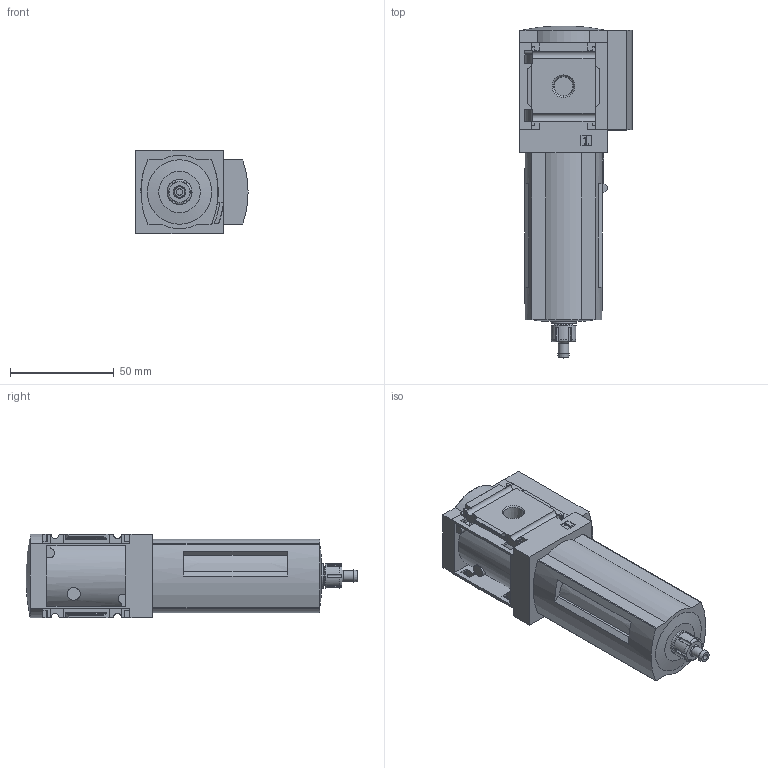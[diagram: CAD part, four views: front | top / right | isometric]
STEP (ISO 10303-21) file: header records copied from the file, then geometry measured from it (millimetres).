
FILE_DESCRIPTION(/* description */ ('STEP AP214'),/* implementation_level */ '2;1');
FILE_NAME(/* name */ '536699_MS4N-LFM-1_8-BRM',/* time_stamp */ '2024-09-09T21:20:09+02:00',/* author */ ('License CC BY-ND 4.0'),/* organization */ ('CADENAS'),/* preprocessor_version */ 'ST-DEVELOPER v19.3',/* originating_system */ 'PARTsolutions',/* authorisation */ ' ');
FILE_SCHEMA (('AUTOMOTIVE_DESIGN {1 0 10303 214 3 1 1}'));
Length unit declared in the file: millimetre
Products named in the file (3): 536699 MS4N-LFM-1/8-BRM; 527698 MS4N-LFM-1/8-B-R-M-0D; 526489 MS4-LFR-M
Assembly tree (2 placements, depth 2):
  536699 MS4N-LFM-1/8-BRM
    527698 MS4N-LFM-1/8-B-R-M-0D
    526489 MS4-LFR-M
Bounding box: 54 x 159.7 x 40.2 mm (x, y, z)
Volume: 194000.6 mm3; surface area: 28917.8 mm2
Topology: 2 solids, 2 shells, 291 faces, 804 edges, 530 vertices
Faces by surface type: plane 209, cylinder 60, cone 12, torus 9, sphere 1
Full cylindrical faces by diameter (mm): 3 x1, 5 x1, 6.1 x1, 12 x2
Entity records: 11013 total; most frequent: CARTESIAN_POINT 1722, ORIENTED_EDGE 1574, DIRECTION 1532, EDGE_CURVE 787, LINE 576, VECTOR 576, VERTEX_POINT 528, AXIS2_PLACEMENT_3D 478
